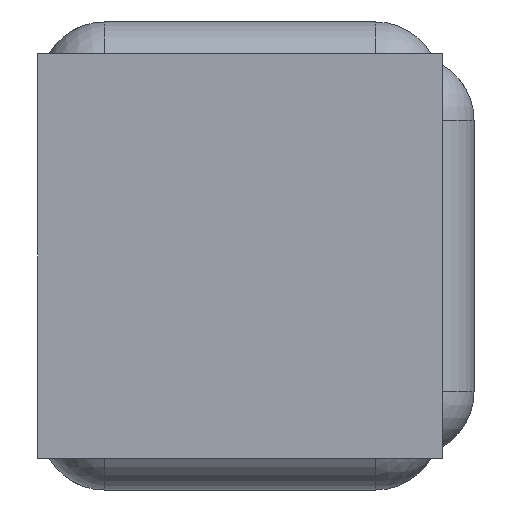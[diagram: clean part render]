
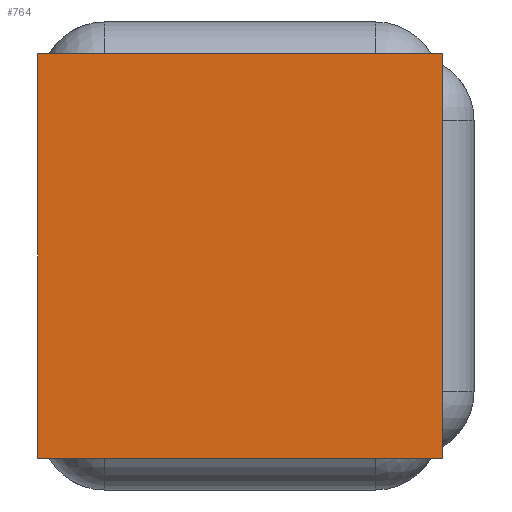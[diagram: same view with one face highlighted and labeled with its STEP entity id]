
A CAD part, left-side view. The second image highlights one B-rep face of the part: STEP entity #764.
In plain terms, the highlighted planar face has unit normal (-1, 0, 0).
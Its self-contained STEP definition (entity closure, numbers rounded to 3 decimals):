
#53=PLANE('',#870);
#82=LINE('',#1254,#121);
#88=LINE('',#1279,#127);
#90=LINE('',#1314,#129);
#93=LINE('',#1328,#132);
#121=VECTOR('',#1029,10.);
#127=VECTOR('',#1057,10.);
#129=VECTOR('',#1099,10.);
#132=VECTOR('',#1118,10.);
#196=FACE_OUTER_BOUND('',#266,.T.);
#266=EDGE_LOOP('',(#669,#670,#671,#672));
#365=VERTEX_POINT('',#1251);
#366=VERTEX_POINT('',#1253);
#373=VERTEX_POINT('',#1275);
#387=VERTEX_POINT('',#1312);
#454=EDGE_CURVE('',#365,#366,#82,.T.);
#467=EDGE_CURVE('',#366,#373,#88,.T.);
#480=EDGE_CURVE('',#387,#365,#90,.T.);
#486=EDGE_CURVE('',#373,#387,#93,.T.);
#669=ORIENTED_EDGE('',*,*,#454,.F.);
#670=ORIENTED_EDGE('',*,*,#480,.F.);
#671=ORIENTED_EDGE('',*,*,#486,.F.);
#672=ORIENTED_EDGE('',*,*,#467,.F.);
#764=ADVANCED_FACE('',(#196),#53,.T.);
#870=AXIS2_PLACEMENT_3D('',#1327,#1116,#1117);
#1029=DIRECTION('',(0.,0.,-1.));
#1057=DIRECTION('',(0.,1.,0.));
#1099=DIRECTION('',(0.,-1.,0.));
#1116=DIRECTION('center_axis',(-1.,0.,0.));
#1117=DIRECTION('ref_axis',(0.,-1.,0.));
#1118=DIRECTION('',(0.,0.,1.));
#1251=CARTESIAN_POINT('',(-40.,-6.35,6.35));
#1253=CARTESIAN_POINT('',(-40.,-6.35,-6.35));
#1254=CARTESIAN_POINT('',(-40.,-6.35,0.));
#1275=CARTESIAN_POINT('',(-40.,6.35,-6.35));
#1279=CARTESIAN_POINT('',(-40.,-6.35,-6.35));
#1312=CARTESIAN_POINT('',(-40.,6.35,6.35));
#1314=CARTESIAN_POINT('',(-40.,-6.35,6.35));
#1327=CARTESIAN_POINT('Origin',(-40.,6.35,0.));
#1328=CARTESIAN_POINT('',(-40.,6.35,0.));
